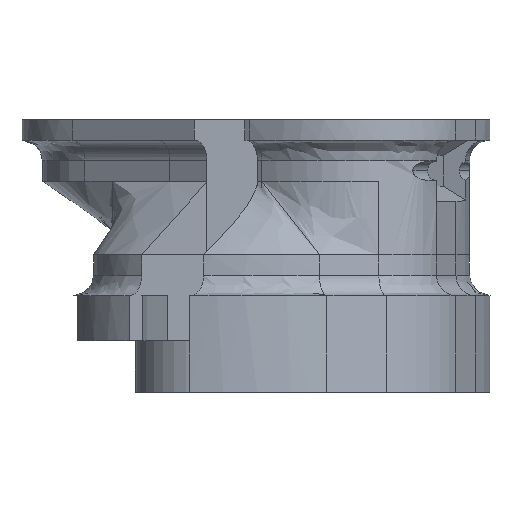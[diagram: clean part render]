
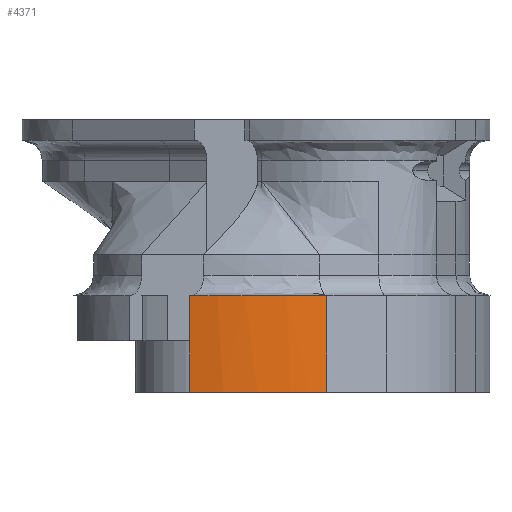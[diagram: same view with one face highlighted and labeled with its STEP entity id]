
A CAD part, left-side view. The second image highlights one B-rep face of the part: STEP entity #4371.
In plain terms, the highlighted free-form (B-spline) face has degree [3, 1] with [17, 2] control points.
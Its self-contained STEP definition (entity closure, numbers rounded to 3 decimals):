
#2 = CARTESIAN_POINT ( 'NONE',  ( -16.657, -2.548, -16.406 ) ) ;
#35 = CARTESIAN_POINT ( 'NONE',  ( -16.657, -2.548, -8.906 ) ) ;
#66 = CARTESIAN_POINT ( 'NONE',  ( -16.533, -4.165, -16.406 ) ) ;
#76 = CARTESIAN_POINT ( 'NONE',  ( -16.305, 1.799, -16.406 ) ) ;
#95 = CARTESIAN_POINT ( 'NONE',  ( -16.342, 1.629, -8.906 ) ) ;
#133 = CARTESIAN_POINT ( 'NONE',  ( -16.414, 1.261, -8.906 ) ) ;
#140 = CARTESIAN_POINT ( 'NONE',  ( -16.329, -5.502, -8.906 ) ) ;
#266 = CARTESIAN_POINT ( 'NONE',  ( -16.305, 1.798, -8.906 ) ) ;
#458 = CARTESIAN_POINT ( 'NONE',  ( -15.554, -8.37, -8.906 ) ) ;
#476 = CARTESIAN_POINT ( 'NONE',  ( -16.43, -4.902, -8.906 ) ) ;
#482 = DIRECTION ( 'NONE',  ( 0., 0., 1. ) ) ;
#486 = EDGE_CURVE ( 'NONE', #2722, #1247, #3288, .T. ) ;
#487 = EDGE_CURVE ( 'NONE', #566, #4966, #5888, .T. ) ;
#516 = CARTESIAN_POINT ( 'NONE',  ( -16.305, 1.799, -16.406 ) ) ;
#540 = CARTESIAN_POINT ( 'NONE',  ( -16.43, -4.902, -16.406 ) ) ;
#549 = CARTESIAN_POINT ( 'NONE',  ( -16.414, 1.261, -16.406 ) ) ;
#566 = VERTEX_POINT ( 'NONE', #76 ) ;
#617 = CARTESIAN_POINT ( 'NONE',  ( -16.289, -5.7, -16.406 ) ) ;
#682 = CARTESIAN_POINT ( 'NONE',  ( -15.887, -7.342, -16.406 ) ) ;
#719 = ORIENTED_EDGE ( 'NONE', *, *, #486, .T. ) ;
#973 = CARTESIAN_POINT ( 'NONE',  ( -15.464, -8.625, -16.406 ) ) ;
#1008 = CARTESIAN_POINT ( 'NONE',  ( -16.342, 1.629, -16.406 ) ) ;
#1050 = CARTESIAN_POINT ( 'NONE',  ( -15.464, -8.625, -16.406 ) ) ;
#1071 = CARTESIAN_POINT ( 'NONE',  ( -16.414, 1.261, -16.406 ) ) ;
#1107 = CARTESIAN_POINT ( 'NONE',  ( -15.645, -8.116, -16.406 ) ) ;
#1247 = VERTEX_POINT ( 'NONE', #266 ) ;
#1441 = CARTESIAN_POINT ( 'NONE',  ( -16.533, -4.165, -8.906 ) ) ;
#1506 = EDGE_CURVE ( 'NONE', #4966, #2722, #5232, .T. ) ;
#1515 = CARTESIAN_POINT ( 'NONE',  ( -16.342, 1.629, -16.406 ) ) ;
#1536 = CARTESIAN_POINT ( 'NONE',  ( -16.597, -0.117, -8.906 ) ) ;
#1545 = CARTESIAN_POINT ( 'NONE',  ( -15.963, -7.082, -8.906 ) ) ;
#1565 = ORIENTED_EDGE ( 'NONE', *, *, #5776, .F. ) ;
#1570 = CARTESIAN_POINT ( 'NONE',  ( -16.115, -6.493, -8.906 ) ) ;
#1617 = CARTESIAN_POINT ( 'NONE',  ( -16.534, 0.526, -8.906 ) ) ;
#1916 = CARTESIAN_POINT ( 'NONE',  ( -15.887, -7.342, -16.406 ) ) ;
#1948 = CARTESIAN_POINT ( 'NONE',  ( -16.612, -3.358, -8.906 ) ) ;
#1991 = CARTESIAN_POINT ( 'NONE',  ( -16.565, -3.897, -8.906 ) ) ;
#2011 = CARTESIAN_POINT ( 'NONE',  ( -15.464, -8.625, -8.906 ) ) ;
#2048 = CARTESIAN_POINT ( 'NONE',  ( -15.367, -8.878, -16.406 ) ) ;
#2092 = CARTESIAN_POINT ( 'NONE',  ( -16.115, -6.493, -16.406 ) ) ;
#2122 = CARTESIAN_POINT ( 'NONE',  ( -16.442, 1.167, -8.906 ) ) ;
#2372 = CARTESIAN_POINT ( 'NONE',  ( -15.812, -7.601, -8.906 ) ) ;
#2391 = CARTESIAN_POINT ( 'NONE',  ( -16.669, -1.737, -8.906 ) ) ;
#2454 = FACE_OUTER_BOUND ( 'NONE', #5351, .T. ) ;
#2493 = CARTESIAN_POINT ( 'NONE',  ( -16.669, -1.737, -16.406 ) ) ;
#2515 = VECTOR ( 'NONE', #482, 1000. ) ;
#2593 = CARTESIAN_POINT ( 'NONE',  ( -16.221, -6.032, -8.906 ) ) ;
#2722 = VERTEX_POINT ( 'NONE', #3402 ) ;
#2845 = CARTESIAN_POINT ( 'NONE',  ( -15.367, -8.878, -8.906 ) ) ;
#2865 = CARTESIAN_POINT ( 'NONE',  ( -15.367, -8.878, -16.406 ) ) ;
#2926 = CARTESIAN_POINT ( 'NONE',  ( -15.645, -8.116, -8.906 ) ) ;
#2960 = LINE ( 'NONE', #516, #3486 ) ;
#3029 = CARTESIAN_POINT ( 'NONE',  ( -16.648, -2.819, -8.906 ) ) ;
#3063 = CARTESIAN_POINT ( 'NONE',  ( -16.533, -4.165, -16.406 ) ) ;
#3097 = CARTESIAN_POINT ( 'NONE',  ( -16.515, 0.622, -16.406 ) ) ;
#3288 = B_SPLINE_CURVE_WITH_KNOTS ( 'NONE', 3,
 ( #2845, #4746, #458, #2372, #1545, #2593, #140, #3527, #1991, #3029, #3961, #3559, #5391, #1617, #2122, #4462 ),
 .UNSPECIFIED., .F., .F.,
 ( 4, 2, 2, 2, 2, 2, 2, 4 ),
 ( 0., 0.028, 0.084, 0.14, 0.197, 0.253, 0.309, 0.376 ),
 .UNSPECIFIED. ) ;
#3402 = CARTESIAN_POINT ( 'NONE',  ( -15.367, -8.878, -8.906 ) ) ;
#3419 = CARTESIAN_POINT ( 'NONE',  ( -16.515, 0.622, -16.406 ) ) ;
#3452 = CARTESIAN_POINT ( 'NONE',  ( -16.115, -6.493, -16.406 ) ) ;
#3486 = VECTOR ( 'NONE', #4892, 1000. ) ;
#3487 = CARTESIAN_POINT ( 'NONE',  ( -16.649, -0.926, -8.906 ) ) ;
#3527 = CARTESIAN_POINT ( 'NONE',  ( -16.501, -4.434, -8.906 ) ) ;
#3559 = CARTESIAN_POINT ( 'NONE',  ( -16.66, -1.197, -8.906 ) ) ;
#3825 = CARTESIAN_POINT ( 'NONE',  ( -16.649, -0.926, -16.406 ) ) ;
#3886 = CARTESIAN_POINT ( 'NONE',  ( -16.597, -0.117, -16.406 ) ) ;
#3897 = CARTESIAN_POINT ( 'NONE',  ( -16.649, -0.926, -16.406 ) ) ;
#3919 = CARTESIAN_POINT ( 'NONE',  ( -16.612, -3.358, -16.406 ) ) ;
#3961 = CARTESIAN_POINT ( 'NONE',  ( -16.666, -2.278, -8.906 ) ) ;
#4296 = CARTESIAN_POINT ( 'NONE',  ( -16.289, -5.7, -16.406 ) ) ;
#4302 = ORIENTED_EDGE ( 'NONE', *, *, #1506, .T. ) ;
#4353 = CARTESIAN_POINT ( 'NONE',  ( -16.669, -1.737, -16.406 ) ) ;
#4371 = ADVANCED_FACE ( 'NONE', ( #2454 ), #5711, .T. ) ;
#4387 = CARTESIAN_POINT ( 'NONE',  ( -16.289, -5.7, -8.906 ) ) ;
#4397 = CARTESIAN_POINT ( 'NONE',  ( -16.305, 1.799, -16.406 ) ) ;
#4462 = CARTESIAN_POINT ( 'NONE',  ( -16.305, 1.798, -8.906 ) ) ;
#4499 = CARTESIAN_POINT ( 'NONE',  ( -15.645, -8.116, -16.406 ) ) ;
#4746 = CARTESIAN_POINT ( 'NONE',  ( -15.463, -8.625, -8.906 ) ) ;
#4855 = CARTESIAN_POINT ( 'NONE',  ( -15.367, -8.878, -16.406 ) ) ;
#4892 = DIRECTION ( 'NONE',  ( 0., 0., 1. ) ) ;
#4931 = CARTESIAN_POINT ( 'NONE',  ( -16.612, -3.358, -16.406 ) ) ;
#4961 = CARTESIAN_POINT ( 'NONE',  ( -16.43, -4.902, -16.406 ) ) ;
#4966 = VERTEX_POINT ( 'NONE', #2048 ) ;
#5232 = LINE ( 'NONE', #2865, #2515 ) ;
#5255 = CARTESIAN_POINT ( 'NONE',  ( -16.305, 1.799, -16.406 ) ) ;
#5348 = CARTESIAN_POINT ( 'NONE',  ( -16.305, 1.799, -8.906 ) ) ;
#5351 = EDGE_LOOP ( 'NONE', ( #1565, #6001, #4302, #719 ) ) ;
#5391 = CARTESIAN_POINT ( 'NONE',  ( -16.637, -0.656, -8.906 ) ) ;
#5711 = B_SPLINE_SURFACE_WITH_KNOTS ( 'NONE', 3, 1, ( 
 ( #5255, #5348 ),
 ( #1008, #95 ),
 ( #1071, #133 ),
 ( #3419, #5850 ),
 ( #3886, #1536 ),
 ( #3825, #3487 ),
 ( #4353, #2391 ),
 ( #2, #35 ),
 ( #3919, #1948 ),
 ( #66, #1441 ),
 ( #540, #476 ),
 ( #4296, #4387 ),
 ( #3452, #1570 ),
 ( #1916, #5754 ),
 ( #1107, #2926 ),
 ( #973, #2011 ),
 ( #4855, #5722 ) ),
 .UNSPECIFIED., .F., .F., .F.,
 ( 4, 1, 1, 1, 1, 1, 1, 1, 1, 1, 1, 1, 1, 1, 4 ),
 ( 2, 2 ),
 ( 0.423, 0.428, 0.434, 0.441, 0.449, 0.457, 0.465, 0.473, 0.48, 0.488, 0.494, 0.504, 0.512, 0.52, 0.527 ),
 ( 0., 1. ),
 .UNSPECIFIED. ) ;
#5722 = CARTESIAN_POINT ( 'NONE',  ( -15.367, -8.878, -8.906 ) ) ;
#5754 = CARTESIAN_POINT ( 'NONE',  ( -15.887, -7.342, -8.906 ) ) ;
#5776 = EDGE_CURVE ( 'NONE', #566, #1247, #2960, .T. ) ;
#5795 = CARTESIAN_POINT ( 'NONE',  ( -16.657, -2.548, -16.406 ) ) ;
#5850 = CARTESIAN_POINT ( 'NONE',  ( -16.515, 0.622, -8.906 ) ) ;
#5859 = CARTESIAN_POINT ( 'NONE',  ( -16.597, -0.117, -16.406 ) ) ;
#5888 = B_SPLINE_CURVE_WITH_KNOTS ( 'NONE', 3,
 ( #4397, #1515, #549, #3097, #5859, #3897, #2493, #5795, #4931, #3063, #4961, #617, #2092, #682, #4499, #1050, #5893 ),
 .UNSPECIFIED., .F., .F.,
 ( 4, 1, 1, 1, 1, 1, 1, 1, 1, 1, 1, 1, 1, 1, 4 ),
 ( 0.423, 0.428, 0.434, 0.441, 0.449, 0.457, 0.465, 0.473, 0.48, 0.488, 0.494, 0.504, 0.512, 0.52, 0.527 ),
 .UNSPECIFIED. ) ;
#5893 = CARTESIAN_POINT ( 'NONE',  ( -15.367, -8.878, -16.406 ) ) ;
#6001 = ORIENTED_EDGE ( 'NONE', *, *, #487, .T. ) ;
